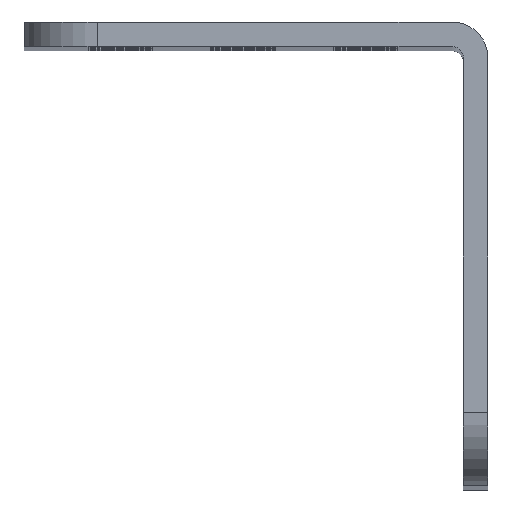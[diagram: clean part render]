
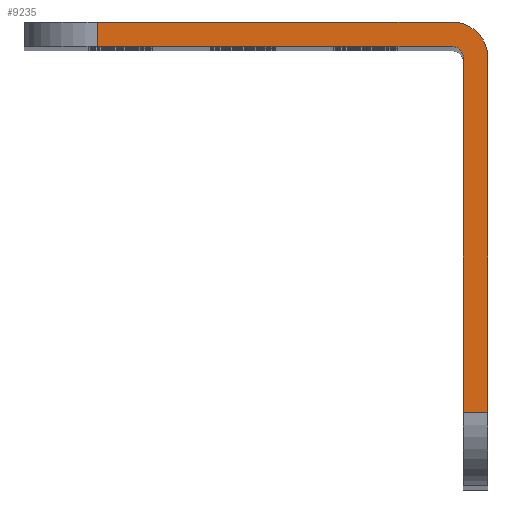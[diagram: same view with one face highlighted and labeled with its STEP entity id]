
A CAD part, top view. The second image highlights one B-rep face of the part: STEP entity #9235.
In plain terms, the highlighted planar face has unit normal (0, 0, 1).
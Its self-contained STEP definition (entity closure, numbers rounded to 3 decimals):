
#28 = PLANE ( 'NONE',  #3309 ) ;
#43 = VECTOR ( 'NONE', #4738, 1000. ) ;
#69 = ORIENTED_EDGE ( 'NONE', *, *, #1990, .T. ) ;
#225 = ORIENTED_EDGE ( 'NONE', *, *, #2324, .F. ) ;
#238 = ORIENTED_EDGE ( 'NONE', *, *, #8032, .T. ) ;
#569 = LINE ( 'NONE', #1364, #2026 ) ;
#601 = VERTEX_POINT ( 'NONE', #4468 ) ;
#696 = VERTEX_POINT ( 'NONE', #3817 ) ;
#773 = LINE ( 'NONE', #7530, #5338 ) ;
#905 = VECTOR ( 'NONE', #6491, 1000. ) ;
#1023 = ORIENTED_EDGE ( 'NONE', *, *, #7425, .T. ) ;
#1199 = DIRECTION ( 'NONE',  ( -1., 0., 0. ) ) ;
#1274 = VERTEX_POINT ( 'NONE', #5335 ) ;
#1364 = CARTESIAN_POINT ( 'NONE',  ( 4.858, 22.998, 392. ) ) ;
#1515 = DIRECTION ( 'NONE',  ( 0., 0., 1. ) ) ;
#1631 = EDGE_CURVE ( 'NONE', #5285, #1274, #773, .T. ) ;
#1990 = EDGE_CURVE ( 'NONE', #601, #5285, #5217, .T. ) ;
#2026 = VECTOR ( 'NONE', #8812, 1000. ) ;
#2174 = DIRECTION ( 'NONE',  ( 0., 0., -1. ) ) ;
#2324 = EDGE_CURVE ( 'NONE', #696, #5516, #2398, .T. ) ;
#2398 = CIRCLE ( 'NONE', #8073, 2.337 ) ;
#2407 = LINE ( 'NONE', #5332, #43 ) ;
#2596 = ORIENTED_EDGE ( 'NONE', *, *, #3633, .F. ) ;
#2880 = CARTESIAN_POINT ( 'NONE',  ( -19.042, 22.998, 392. ) ) ;
#3183 = DIRECTION ( 'NONE',  ( 1., 0., 0. ) ) ;
#3309 = AXIS2_PLACEMENT_3D ( 'NONE', #5187, #1515, #7446 ) ;
#3443 = CIRCLE ( 'NONE', #8185, 0.737 ) ;
#3472 = CARTESIAN_POINT ( 'NONE',  ( -19.042, 22.261, 392. ) ) ;
#3557 = CARTESIAN_POINT ( 'NONE',  ( 6.458, 22.998, 392. ) ) ;
#3633 = EDGE_CURVE ( 'NONE', #601, #696, #2407, .T. ) ;
#3817 = CARTESIAN_POINT ( 'NONE',  ( 4.122, 24.598, 392. ) ) ;
#3898 = VERTEX_POINT ( 'NONE', #7628 ) ;
#4194 = LINE ( 'NONE', #4256, #4827 ) ;
#4256 = CARTESIAN_POINT ( 'NONE',  ( 4.122, -0.902, 392. ) ) ;
#4406 = EDGE_CURVE ( 'NONE', #8591, #3898, #4194, .T. ) ;
#4448 = FACE_OUTER_BOUND ( 'NONE', #5556, .T. ) ;
#4457 = ORIENTED_EDGE ( 'NONE', *, *, #6169, .T. ) ;
#4468 = CARTESIAN_POINT ( 'NONE',  ( -19.042, 24.598, 392. ) ) ;
#4738 = DIRECTION ( 'NONE',  ( 1., 0., 0. ) ) ;
#4827 = VECTOR ( 'NONE', #6368, 1000. ) ;
#5187 = CARTESIAN_POINT ( 'NONE',  ( 4.122, 22.998, 392. ) ) ;
#5217 = LINE ( 'NONE', #3472, #905 ) ;
#5285 = VERTEX_POINT ( 'NONE', #2880 ) ;
#5332 = CARTESIAN_POINT ( 'NONE',  ( -23.842, 24.598, 392. ) ) ;
#5335 = CARTESIAN_POINT ( 'NONE',  ( 4.122, 22.998, 392. ) ) ;
#5338 = VECTOR ( 'NONE', #3183, 1000. ) ;
#5516 = VERTEX_POINT ( 'NONE', #8696 ) ;
#5556 = EDGE_LOOP ( 'NONE', ( #1023, #225, #2596, #69, #7688, #4457, #238, #9061 ) ) ;
#5748 = CARTESIAN_POINT ( 'NONE',  ( 6.458, -0.902, 392. ) ) ;
#6169 = EDGE_CURVE ( 'NONE', #1274, #6374, #3443, .T. ) ;
#6215 = VECTOR ( 'NONE', #6480, 1000. ) ;
#6368 = DIRECTION ( 'NONE',  ( -1., 0., 0. ) ) ;
#6374 = VERTEX_POINT ( 'NONE', #7096 ) ;
#6480 = DIRECTION ( 'NONE',  ( 0., 1., 0. ) ) ;
#6491 = DIRECTION ( 'NONE',  ( 0., -1., 0. ) ) ;
#6513 = DIRECTION ( 'NONE',  ( -1., 0., 0. ) ) ;
#6663 = LINE ( 'NONE', #3557, #6215 ) ;
#7096 = CARTESIAN_POINT ( 'NONE',  ( 4.858, 22.261, 392. ) ) ;
#7213 = DIRECTION ( 'NONE',  ( 0., 0., -1. ) ) ;
#7425 = EDGE_CURVE ( 'NONE', #8591, #5516, #6663, .T. ) ;
#7446 = DIRECTION ( 'NONE',  ( 1., 0., 0. ) ) ;
#7530 = CARTESIAN_POINT ( 'NONE',  ( 4.122, 22.998, 392. ) ) ;
#7628 = CARTESIAN_POINT ( 'NONE',  ( 4.858, -0.902, 392. ) ) ;
#7688 = ORIENTED_EDGE ( 'NONE', *, *, #1631, .T. ) ;
#7954 = CARTESIAN_POINT ( 'NONE',  ( 4.122, 22.261, 392. ) ) ;
#8032 = EDGE_CURVE ( 'NONE', #6374, #3898, #569, .T. ) ;
#8049 = CARTESIAN_POINT ( 'NONE',  ( 4.122, 22.261, 392. ) ) ;
#8073 = AXIS2_PLACEMENT_3D ( 'NONE', #7954, #7213, #1199 ) ;
#8185 = AXIS2_PLACEMENT_3D ( 'NONE', #8049, #2174, #6513 ) ;
#8591 = VERTEX_POINT ( 'NONE', #5748 ) ;
#8696 = CARTESIAN_POINT ( 'NONE',  ( 6.458, 22.261, 392. ) ) ;
#8812 = DIRECTION ( 'NONE',  ( 0., -1., 0. ) ) ;
#9061 = ORIENTED_EDGE ( 'NONE', *, *, #4406, .F. ) ;
#9235 = ADVANCED_FACE ( 'NONE', ( #4448 ), #28, .T. ) ;
